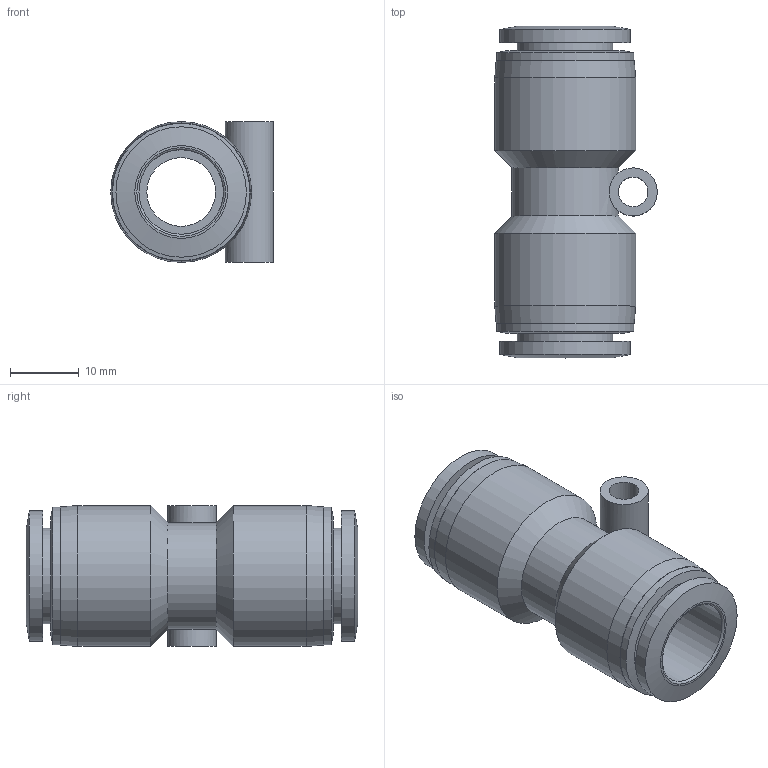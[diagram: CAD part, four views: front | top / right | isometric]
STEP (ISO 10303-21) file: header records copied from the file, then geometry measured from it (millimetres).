
FILE_DESCRIPTION((''),'2;1');
FILE_NAME('CDC Products 3D Ass''PUC12.stp','2010-08-16T09:59:20',('Microsoft'),(''),'Autodesk Inventor 2008','Autodesk Inventor 2008','');
FILE_SCHEMA(('AUTOMOTIVE_DESIGN { 1 0 10303 214 1 1 1 1 }'));
Length unit declared in the file: millimetre
Products named in the file (1): PUC12
Bounding box: 23.65 x 48.3 x 20.5 mm (x, y, z)
Volume: 8581.3 mm3; surface area: 6449.1 mm2
Topology: 1 solids, 1 shells, 36 faces, 61 edges, 37 vertices
Faces by surface type: cylinder 14, plane 12, cone 8, bspline 2
Full cylindrical faces by diameter (mm): 4.3 x1, 7 x1, 10 x1, 12.3 x2, 13.9 x2, 15.5 x1, 19 x2, 20 x2, 20.5 x2
Entity records: 914 total; most frequent: CARTESIAN_POINT 268, DIRECTION 142, ORIENTED_EDGE 74, EDGE_LOOP 74, AXIS2_PLACEMENT_3D 71, FACE_BOUND 38, VERTEX_POINT 37, EDGE_CURVE 37
